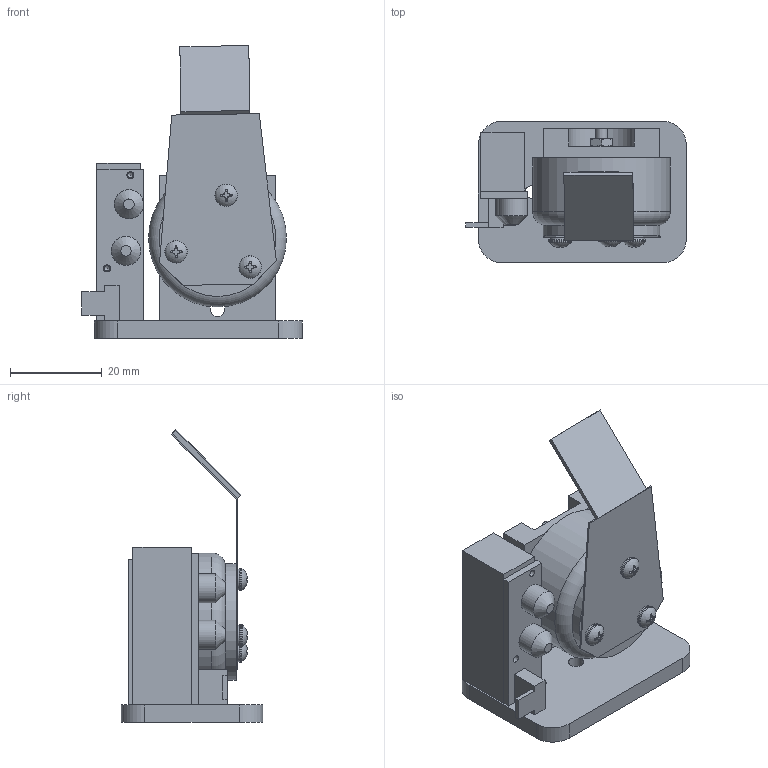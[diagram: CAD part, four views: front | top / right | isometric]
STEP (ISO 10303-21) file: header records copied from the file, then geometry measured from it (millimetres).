
FILE_DESCRIPTION(/* description */ ('STEP AP242','CAx-IF Rec.Pracs.---Representation and Presentation of Product Manufacturing Information (PMI)---4.0---2014-10-13','CAx-IF Rec.Pracs.---3D Tessellated Geometry---0.4---2014-09-14','2;1'),/* implementation_level */ '2;1');
FILE_NAME(/* name */ '682a551f9f7f9002602262fd',/* time_stamp */ '2025-05-18T21:46:07Z',/* author */ (''),/* organization */ (''),/* preprocessor_version */ 'ST-DEVELOPER v20',/* originating_system */ 'ONSHAPE BY PTC INC, 1.198',/* authorisation */ ' ');
FILE_SCHEMA (('AP242_MANAGED_MODEL_BASED_3D_ENGINEERING_MIM_LF { 1 0 10303 442 1 1 4 }'));
Length unit declared in the file: metre
Products named in the file (18): 10-DM closed; 96640A110_Black-Oxide 18-8 Stainless Steel Phillips Flat Head Screws; mount; blade-top; 90945A707_18-8 Stainless Steel Mil. Spec. Washer; pi mount; rotor; 91772A089_Passivated 18-8 Stainless Steel Pan Head Phillips Screw; pi pcb; 90480A004_Low-Strength Steel Hex Nut; pi sensor1; mirror; 96640A054_Black-Oxide 18-8 Stainless Steel Phillips Flat Head Screws; plate; pi molex; base; blade-bottom; pi sensor2
Assembly tree (24 placements, depth 2):
  10-DM closed
    96640A110_Black-Oxide 18-8 Stainless Steel Phillips Flat Head Screws  x2
    mount
    blade-top
    90945A707_18-8 Stainless Steel Mil. Spec. Washer  x3
    pi mount
    rotor
    91772A089_Passivated 18-8 Stainless Steel Pan Head Phillips Screw  x3
    pi pcb
    90480A004_Low-Strength Steel Hex Nut  x2
    pi sensor1
    mirror
    96640A054_Black-Oxide 18-8 Stainless Steel Phillips Flat Head Screws  x2
    plate
    pi molex
    base
    blade-bottom
    pi sensor2
Bounding box: 47.98 x 30.78 x 63.74 mm (x, y, z)
Volume: 25175.4 mm3; surface area: 17284.9 mm2
Topology: 24 solids, 24 shells, 506 faces, 1435 edges, 990 vertices
Faces by surface type: plane 234, cylinder 126, cone 103, bspline 30, torus 10, sphere 3
Full cylindrical faces by diameter (mm): 1.191 x2, 1.524 x2, 2 x3, 2.261 x2, 2.54 x2, 2.591 x3, 2.667 x5, 2.705 x6, 2.896 x3, 3.175 x3, 3.3 x1, 3.505 x8, 3.912 x2, 4.572 x3, 4.902 x3, 6.35 x2, 12.7 x1, 14 x1, 25.41 x1, 30 x1
Entity records: 11201 total; most frequent: CARTESIAN_POINT 4228, ORIENTED_EDGE 1336, DIRECTION 1276, EDGE_CURVE 668, AXIS2_PLACEMENT_3D 506, VERTEX_POINT 503, FACE_BOUND 401, EDGE_LOOP 393
